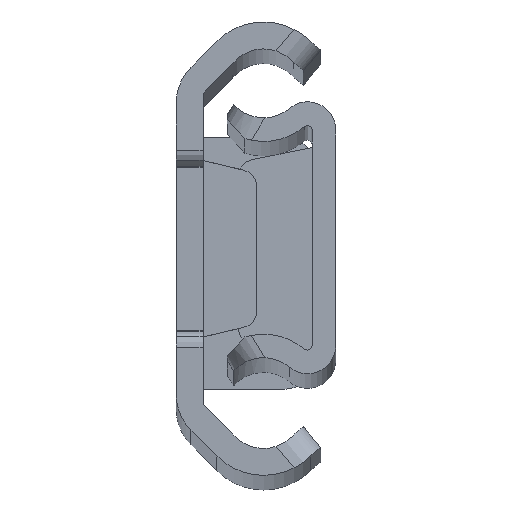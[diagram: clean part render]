
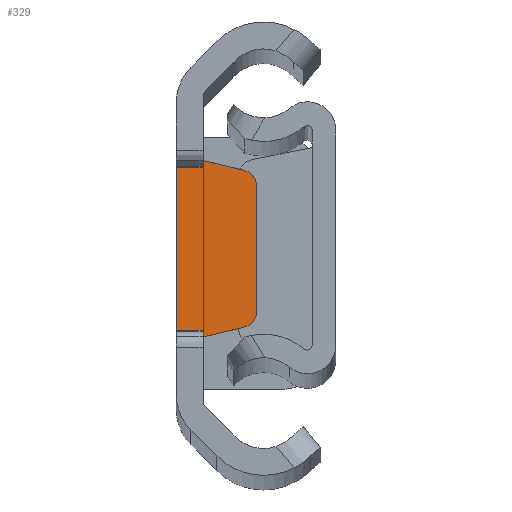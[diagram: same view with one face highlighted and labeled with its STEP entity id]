
A CAD part, top view. The second image highlights one B-rep face of the part: STEP entity #329.
In plain terms, the highlighted planar face has unit normal (0, 0, 1).
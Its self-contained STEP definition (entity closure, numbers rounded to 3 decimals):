
#193 = VECTOR ( 'NONE', #622, 1000. ) ;
#329 = ADVANCED_FACE ( 'NONE', ( #2985 ), #2639, .F. ) ;
#423 = VERTEX_POINT ( 'NONE', #4493 ) ;
#516 = DIRECTION ( 'NONE',  ( -1., 0., 0. ) ) ;
#523 = EDGE_CURVE ( 'NONE', #1758, #423, #1446, .T. ) ;
#584 = CARTESIAN_POINT ( 'NONE',  ( 3.8, -3.707, -2.4 ) ) ;
#590 = DIRECTION ( 'NONE',  ( 0.974, 0.228, 0. ) ) ;
#608 = DIRECTION ( 'NONE',  ( 0., 0., 1. ) ) ;
#622 = DIRECTION ( 'NONE',  ( 0., 1., 0. ) ) ;
#699 = CARTESIAN_POINT ( 'NONE',  ( 1.6, -5.25, -2.4 ) ) ;
#715 = VECTOR ( 'NONE', #4078, 1000. ) ;
#770 = CARTESIAN_POINT ( 'NONE',  ( 1.6, 5.25, -2.4 ) ) ;
#778 = ORIENTED_EDGE ( 'NONE', *, *, #2870, .T. ) ;
#880 = AXIS2_PLACEMENT_3D ( 'NONE', #584, #608, #1335 ) ;
#950 = EDGE_CURVE ( 'NONE', #423, #4188, #1947, .T. ) ;
#976 = LINE ( 'NONE', #3049, #193 ) ;
#1299 = CARTESIAN_POINT ( 'NONE',  ( 0., 5.25, -2.4 ) ) ;
#1319 = CARTESIAN_POINT ( 'NONE',  ( 3.8, 3.707, -2.4 ) ) ;
#1335 = DIRECTION ( 'NONE',  ( -1., 0., 0. ) ) ;
#1364 = DIRECTION ( 'NONE',  ( -1., 0., 0. ) ) ;
#1446 = LINE ( 'NONE', #2555, #2464 ) ;
#1524 = LINE ( 'NONE', #770, #715 ) ;
#1670 = CARTESIAN_POINT ( 'NONE',  ( 1.6, -5.25, -2.4 ) ) ;
#1758 = VERTEX_POINT ( 'NONE', #3431 ) ;
#1852 = VECTOR ( 'NONE', #4094, 1000. ) ;
#1892 = EDGE_CURVE ( 'NONE', #2517, #3627, #4653, .T. ) ;
#1909 = LINE ( 'NONE', #4515, #1852 ) ;
#1947 = CIRCLE ( 'NONE', #4566, 1. ) ;
#2179 = VERTEX_POINT ( 'NONE', #2806 ) ;
#2262 = ORIENTED_EDGE ( 'NONE', *, *, #2581, .T. ) ;
#2267 = ORIENTED_EDGE ( 'NONE', *, *, #1892, .F. ) ;
#2291 = ORIENTED_EDGE ( 'NONE', *, *, #3389, .F. ) ;
#2297 = CARTESIAN_POINT ( 'NONE',  ( 4.028, 4.681, -2.4 ) ) ;
#2464 = VECTOR ( 'NONE', #3960, 1000. ) ;
#2517 = VERTEX_POINT ( 'NONE', #1299 ) ;
#2555 = CARTESIAN_POINT ( 'NONE',  ( 4.8, 0., -2.4 ) ) ;
#2581 = EDGE_CURVE ( 'NONE', #3179, #2179, #3196, .T. ) ;
#2606 = CIRCLE ( 'NONE', #880, 1. ) ;
#2639 = PLANE ( 'NONE',  #3889 ) ;
#2798 = CARTESIAN_POINT ( 'NONE',  ( -0.001, 5.25, -2.4 ) ) ;
#2806 = CARTESIAN_POINT ( 'NONE',  ( 4.028, -4.681, -2.4 ) ) ;
#2870 = EDGE_CURVE ( 'NONE', #3818, #3179, #1909, .T. ) ;
#2891 = DIRECTION ( 'NONE',  ( 1., 0., 0. ) ) ;
#2928 = ORIENTED_EDGE ( 'NONE', *, *, #2963, .T. ) ;
#2963 = EDGE_CURVE ( 'NONE', #2179, #1758, #2606, .T. ) ;
#2985 = FACE_OUTER_BOUND ( 'NONE', #3946, .T. ) ;
#3049 = CARTESIAN_POINT ( 'NONE',  ( 0., 5.25, -2.4 ) ) ;
#3065 = CARTESIAN_POINT ( 'NONE',  ( 0., -5.25, -2.4 ) ) ;
#3159 = VECTOR ( 'NONE', #2891, 1000. ) ;
#3179 = VERTEX_POINT ( 'NONE', #699 ) ;
#3196 = LINE ( 'NONE', #1670, #3963 ) ;
#3389 = EDGE_CURVE ( 'NONE', #3818, #2517, #976, .T. ) ;
#3431 = CARTESIAN_POINT ( 'NONE',  ( 4.8, -3.707, -2.4 ) ) ;
#3627 = VERTEX_POINT ( 'NONE', #4268 ) ;
#3659 = EDGE_CURVE ( 'NONE', #4188, #3627, #1524, .T. ) ;
#3716 = CARTESIAN_POINT ( 'NONE',  ( -0.001, 5.25, -2.4 ) ) ;
#3818 = VERTEX_POINT ( 'NONE', #3065 ) ;
#3889 = AXIS2_PLACEMENT_3D ( 'NONE', #3716, #4040, #516 ) ;
#3946 = EDGE_LOOP ( 'NONE', ( #2262, #2928, #4546, #4331, #4032, #2267, #2291, #778 ) ) ;
#3960 = DIRECTION ( 'NONE',  ( 0., 1., 0. ) ) ;
#3963 = VECTOR ( 'NONE', #590, 1000. ) ;
#4032 = ORIENTED_EDGE ( 'NONE', *, *, #3659, .T. ) ;
#4040 = DIRECTION ( 'NONE',  ( 0., 0., -1. ) ) ;
#4078 = DIRECTION ( 'NONE',  ( -0.974, 0.228, 0. ) ) ;
#4094 = DIRECTION ( 'NONE',  ( 1., 0., 0. ) ) ;
#4188 = VERTEX_POINT ( 'NONE', #2297 ) ;
#4225 = DIRECTION ( 'NONE',  ( 0., 0., 1. ) ) ;
#4268 = CARTESIAN_POINT ( 'NONE',  ( 1.6, 5.25, -2.4 ) ) ;
#4331 = ORIENTED_EDGE ( 'NONE', *, *, #950, .T. ) ;
#4493 = CARTESIAN_POINT ( 'NONE',  ( 4.8, 3.707, -2.4 ) ) ;
#4515 = CARTESIAN_POINT ( 'NONE',  ( -0.001, -5.25, -2.4 ) ) ;
#4546 = ORIENTED_EDGE ( 'NONE', *, *, #523, .T. ) ;
#4566 = AXIS2_PLACEMENT_3D ( 'NONE', #1319, #4225, #1364 ) ;
#4653 = LINE ( 'NONE', #2798, #3159 ) ;
